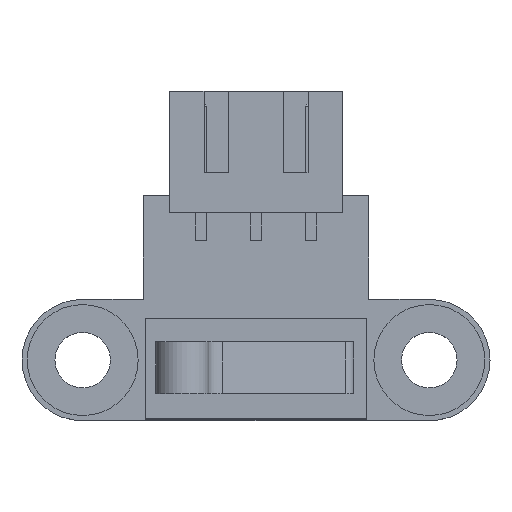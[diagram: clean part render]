
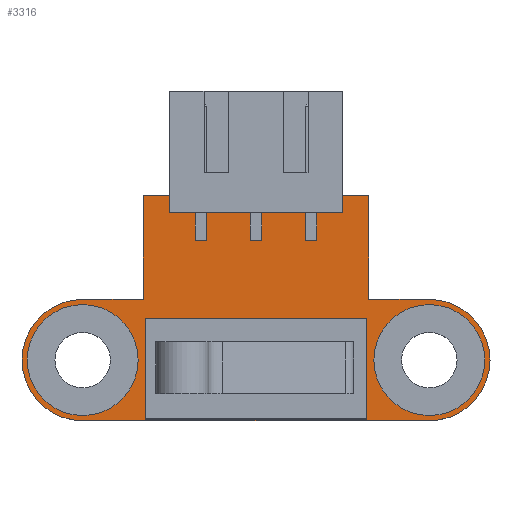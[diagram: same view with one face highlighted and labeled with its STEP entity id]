
A CAD part, top view. The second image highlights one B-rep face of the part: STEP entity #3316.
In plain terms, the highlighted planar face has unit normal (0, 0, 1).
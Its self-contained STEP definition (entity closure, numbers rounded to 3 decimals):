
#28=FACE_BOUND('',#568,.T.);
#29=FACE_BOUND('',#569,.T.);
#30=FACE_BOUND('',#570,.T.);
#31=FACE_BOUND('',#571,.T.);
#32=FACE_BOUND('',#572,.T.);
#33=FACE_BOUND('',#573,.T.);
#201=PLANE('',#3536);
#377=FACE_OUTER_BOUND('',#567,.T.);
#567=EDGE_LOOP('',(#2913,#2914,#2915,#2916,#2917,#2918,#2919,#2920,#2921,
#2922,#2923,#2924));
#568=EDGE_LOOP('',(#2925,#2926,#2927,#2928));
#569=EDGE_LOOP('',(#2929));
#570=EDGE_LOOP('',(#2930));
#571=EDGE_LOOP('',(#2931,#2932,#2933,#2934));
#572=EDGE_LOOP('',(#2935,#2936,#2937,#2938));
#573=EDGE_LOOP('',(#2939,#2940,#2941,#2942));
#796=LINE('',#4817,#1196);
#802=LINE('',#4828,#1202);
#806=LINE('',#4836,#1206);
#814=LINE('',#4857,#1214);
#882=LINE('',#5028,#1282);
#902=LINE('',#5067,#1302);
#915=LINE('',#5089,#1315);
#928=LINE('',#5116,#1328);
#930=LINE('',#5120,#1330);
#933=LINE('',#5126,#1333);
#936=LINE('',#5131,#1336);
#938=LINE('',#5137,#1338);
#942=LINE('',#5144,#1342);
#945=LINE('',#5150,#1345);
#948=LINE('',#5154,#1348);
#949=LINE('',#5159,#1349);
#954=LINE('',#5167,#1354);
#955=LINE('',#5170,#1355);
#958=LINE('',#5175,#1358);
#964=LINE('',#5193,#1364);
#967=LINE('',#5199,#1367);
#970=LINE('',#5204,#1370);
#973=LINE('',#5209,#1373);
#974=LINE('',#5212,#1374);
#977=LINE('',#5218,#1377);
#981=LINE('',#5229,#1381);
#1196=VECTOR('',#3959,10.);
#1202=VECTOR('',#3969,10.);
#1206=VECTOR('',#3977,10.);
#1214=VECTOR('',#4001,10.);
#1282=VECTOR('',#4151,10.);
#1302=VECTOR('',#4191,10.);
#1315=VECTOR('',#4206,10.);
#1328=VECTOR('',#4237,10.);
#1330=VECTOR('',#4241,10.);
#1333=VECTOR('',#4246,10.);
#1336=VECTOR('',#4251,10.);
#1338=VECTOR('',#4257,10.);
#1342=VECTOR('',#4263,10.);
#1345=VECTOR('',#4268,10.);
#1348=VECTOR('',#4273,10.);
#1349=VECTOR('',#4278,10.);
#1354=VECTOR('',#4285,10.);
#1355=VECTOR('',#4288,10.);
#1358=VECTOR('',#4293,10.);
#1364=VECTOR('',#4313,10.);
#1367=VECTOR('',#4318,10.);
#1370=VECTOR('',#4323,10.);
#1373=VECTOR('',#4326,10.);
#1374=VECTOR('',#4329,10.);
#1377=VECTOR('',#4334,10.);
#1381=VECTOR('',#4346,10.);
#1404=CIRCLE('',#3460,3.2);
#1407=CIRCLE('',#3465,3.2);
#1409=CIRCLE('',#3525,3.5);
#1411=CIRCLE('',#3533,3.5);
#1559=VERTEX_POINT('',#4814);
#1560=VERTEX_POINT('',#4816);
#1563=VERTEX_POINT('',#4826);
#1565=VERTEX_POINT('',#4834);
#1578=VERTEX_POINT('',#4880);
#1581=VERTEX_POINT('',#4889);
#1631=VERTEX_POINT('',#5025);
#1632=VERTEX_POINT('',#5027);
#1641=VERTEX_POINT('',#5066);
#1649=VERTEX_POINT('',#5087);
#1653=VERTEX_POINT('',#5113);
#1654=VERTEX_POINT('',#5115);
#1655=VERTEX_POINT('',#5119);
#1657=VERTEX_POINT('',#5125);
#1659=VERTEX_POINT('',#5135);
#1660=VERTEX_POINT('',#5136);
#1662=VERTEX_POINT('',#5143);
#1664=VERTEX_POINT('',#5149);
#1665=VERTEX_POINT('',#5157);
#1666=VERTEX_POINT('',#5158);
#1668=VERTEX_POINT('',#5165);
#1669=VERTEX_POINT('',#5169);
#1671=VERTEX_POINT('',#5183);
#1672=VERTEX_POINT('',#5184);
#1675=VERTEX_POINT('',#5192);
#1677=VERTEX_POINT('',#5198);
#1680=VERTEX_POINT('',#5207);
#1681=VERTEX_POINT('',#5211);
#1683=VERTEX_POINT('',#5217);
#1685=VERTEX_POINT('',#5223);
#1912=EDGE_CURVE('',#1560,#1559,#796,.T.);
#1918=EDGE_CURVE('',#1559,#1563,#802,.T.);
#1922=EDGE_CURVE('',#1563,#1565,#806,.T.);
#1932=EDGE_CURVE('',#1565,#1560,#814,.T.);
#1943=EDGE_CURVE('',#1578,#1578,#1404,.T.);
#1947=EDGE_CURVE('',#1581,#1581,#1407,.T.);
#2012=EDGE_CURVE('',#1632,#1631,#882,.T.);
#2032=EDGE_CURVE('',#1631,#1641,#902,.T.);
#2045=EDGE_CURVE('',#1641,#1649,#915,.T.);
#2058=EDGE_CURVE('',#1654,#1653,#928,.T.);
#2060=EDGE_CURVE('',#1653,#1655,#930,.T.);
#2063=EDGE_CURVE('',#1655,#1657,#933,.T.);
#2066=EDGE_CURVE('',#1657,#1654,#936,.T.);
#2068=EDGE_CURVE('',#1659,#1660,#938,.T.);
#2072=EDGE_CURVE('',#1660,#1662,#942,.T.);
#2075=EDGE_CURVE('',#1662,#1664,#945,.T.);
#2078=EDGE_CURVE('',#1664,#1659,#948,.T.);
#2079=EDGE_CURVE('',#1665,#1666,#949,.T.);
#2084=EDGE_CURVE('',#1666,#1668,#954,.T.);
#2085=EDGE_CURVE('',#1668,#1669,#955,.T.);
#2088=EDGE_CURVE('',#1669,#1665,#958,.T.);
#2092=EDGE_CURVE('',#1671,#1672,#1409,.T.);
#2096=EDGE_CURVE('',#1672,#1675,#964,.T.);
#2099=EDGE_CURVE('',#1675,#1677,#967,.T.);
#2102=EDGE_CURVE('',#1677,#1632,#970,.T.);
#2105=EDGE_CURVE('',#1649,#1680,#973,.T.);
#2106=EDGE_CURVE('',#1681,#1680,#974,.T.);
#2109=EDGE_CURVE('',#1683,#1681,#977,.T.);
#2112=EDGE_CURVE('',#1683,#1685,#1411,.T.);
#2115=EDGE_CURVE('',#1685,#1671,#981,.T.);
#2913=ORIENTED_EDGE('',*,*,#2045,.T.);
#2914=ORIENTED_EDGE('',*,*,#2105,.T.);
#2915=ORIENTED_EDGE('',*,*,#2106,.F.);
#2916=ORIENTED_EDGE('',*,*,#2109,.F.);
#2917=ORIENTED_EDGE('',*,*,#2112,.T.);
#2918=ORIENTED_EDGE('',*,*,#2115,.T.);
#2919=ORIENTED_EDGE('',*,*,#2092,.T.);
#2920=ORIENTED_EDGE('',*,*,#2096,.T.);
#2921=ORIENTED_EDGE('',*,*,#2099,.T.);
#2922=ORIENTED_EDGE('',*,*,#2102,.T.);
#2923=ORIENTED_EDGE('',*,*,#2012,.T.);
#2924=ORIENTED_EDGE('',*,*,#2032,.T.);
#2925=ORIENTED_EDGE('',*,*,#1912,.T.);
#2926=ORIENTED_EDGE('',*,*,#1918,.T.);
#2927=ORIENTED_EDGE('',*,*,#1922,.T.);
#2928=ORIENTED_EDGE('',*,*,#1932,.T.);
#2929=ORIENTED_EDGE('',*,*,#1943,.T.);
#2930=ORIENTED_EDGE('',*,*,#1947,.T.);
#2931=ORIENTED_EDGE('',*,*,#2058,.T.);
#2932=ORIENTED_EDGE('',*,*,#2060,.T.);
#2933=ORIENTED_EDGE('',*,*,#2063,.T.);
#2934=ORIENTED_EDGE('',*,*,#2066,.T.);
#2935=ORIENTED_EDGE('',*,*,#2068,.T.);
#2936=ORIENTED_EDGE('',*,*,#2072,.T.);
#2937=ORIENTED_EDGE('',*,*,#2075,.T.);
#2938=ORIENTED_EDGE('',*,*,#2078,.T.);
#2939=ORIENTED_EDGE('',*,*,#2079,.T.);
#2940=ORIENTED_EDGE('',*,*,#2084,.T.);
#2941=ORIENTED_EDGE('',*,*,#2085,.T.);
#2942=ORIENTED_EDGE('',*,*,#2088,.T.);
#3316=ADVANCED_FACE('',(#377,#28,#29,#30,#31,#32,#33),#201,.T.);
#3460=AXIS2_PLACEMENT_3D('',#4882,#4031,#4032);
#3465=AXIS2_PLACEMENT_3D('',#4891,#4042,#4043);
#3525=AXIS2_PLACEMENT_3D('',#5185,#4305,#4306);
#3533=AXIS2_PLACEMENT_3D('',#5224,#4339,#4340);
#3536=AXIS2_PLACEMENT_3D('',#5231,#4348,#4349);
#3959=DIRECTION('',(0.,1.,0.));
#3969=DIRECTION('',(1.,0.,0.));
#3977=DIRECTION('',(0.,-1.,0.));
#4001=DIRECTION('',(-1.,0.,0.));
#4031=DIRECTION('center_axis',(0.,0.,-1.));
#4032=DIRECTION('ref_axis',(1.,0.,0.));
#4042=DIRECTION('center_axis',(0.,0.,-1.));
#4043=DIRECTION('ref_axis',(1.,0.,0.));
#4151=DIRECTION('',(0.,-1.,0.));
#4191=DIRECTION('',(-1.,0.,0.));
#4206=DIRECTION('',(0.,1.,0.));
#4237=DIRECTION('',(1.,0.,0.));
#4241=DIRECTION('',(0.,-1.,0.));
#4246=DIRECTION('',(-1.,0.,0.));
#4251=DIRECTION('',(0.,1.,0.));
#4257=DIRECTION('',(0.,-1.,0.));
#4263=DIRECTION('',(-1.,0.,0.));
#4268=DIRECTION('',(0.,1.,0.));
#4273=DIRECTION('',(1.,0.,0.));
#4278=DIRECTION('',(0.,1.,0.));
#4285=DIRECTION('',(1.,0.,0.));
#4288=DIRECTION('',(0.,-1.,0.));
#4293=DIRECTION('',(-1.,0.,0.));
#4305=DIRECTION('center_axis',(0.,0.,1.));
#4306=DIRECTION('ref_axis',(0.,-1.,0.));
#4313=DIRECTION('',(-1.,0.,0.));
#4318=DIRECTION('',(0.,1.,0.));
#4323=DIRECTION('',(-1.,0.,0.));
#4326=DIRECTION('',(-1.,0.,0.));
#4329=DIRECTION('',(0.,1.,0.));
#4334=DIRECTION('',(1.,0.,0.));
#4339=DIRECTION('center_axis',(0.,0.,1.));
#4340=DIRECTION('ref_axis',(0.,1.,0.));
#4346=DIRECTION('',(1.,0.,0.));
#4348=DIRECTION('center_axis',(0.,0.,1.));
#4349=DIRECTION('ref_axis',(1.,0.,0.));
#4814=CARTESIAN_POINT('',(-6.4,5.9,0.));
#4816=CARTESIAN_POINT('',(-6.4,0.1,0.));
#4817=CARTESIAN_POINT('',(-6.4,6.2,0.));
#4826=CARTESIAN_POINT('',(6.4,5.9,0.));
#4828=CARTESIAN_POINT('',(3.2,5.9,0.));
#4834=CARTESIAN_POINT('',(6.4,0.1,0.));
#4836=CARTESIAN_POINT('',(6.4,3.3,0.));
#4857=CARTESIAN_POINT('',(-3.2,0.1,0.));
#4880=CARTESIAN_POINT('',(6.8,3.5,0.));
#4882=CARTESIAN_POINT('Origin',(10.,3.5,0.));
#4889=CARTESIAN_POINT('',(-13.2,3.5,0.));
#4891=CARTESIAN_POINT('Origin',(-10.,3.5,0.));
#5025=CARTESIAN_POINT('',(5.,12.,0.));
#5027=CARTESIAN_POINT('',(5.,13.,0.));
#5028=CARTESIAN_POINT('',(5.,9.25,0.));
#5066=CARTESIAN_POINT('',(-5.,12.,0.));
#5067=CARTESIAN_POINT('',(-2.5,12.,0.));
#5087=CARTESIAN_POINT('',(-5.,13.,0.));
#5089=CARTESIAN_POINT('',(-5.,12.75,0.));
#5113=CARTESIAN_POINT('',(3.515,11.05,0.));
#5115=CARTESIAN_POINT('',(2.865,11.05,0.));
#5116=CARTESIAN_POINT('',(1.758,11.05,0.));
#5119=CARTESIAN_POINT('',(3.515,10.4,0.));
#5120=CARTESIAN_POINT('',(3.515,8.45,0.));
#5125=CARTESIAN_POINT('',(2.865,10.4,0.));
#5126=CARTESIAN_POINT('',(1.433,10.4,0.));
#5131=CARTESIAN_POINT('',(2.865,8.775,0.));
#5135=CARTESIAN_POINT('',(0.325,11.05,0.));
#5136=CARTESIAN_POINT('',(0.325,10.4,0.));
#5137=CARTESIAN_POINT('',(0.325,8.45,0.));
#5143=CARTESIAN_POINT('',(-0.325,10.4,0.));
#5144=CARTESIAN_POINT('',(-0.163,10.4,0.));
#5149=CARTESIAN_POINT('',(-0.325,11.05,0.));
#5150=CARTESIAN_POINT('',(-0.325,8.775,0.));
#5154=CARTESIAN_POINT('',(0.163,11.05,0.));
#5157=CARTESIAN_POINT('',(-3.515,10.4,0.));
#5158=CARTESIAN_POINT('',(-3.515,11.05,0.));
#5159=CARTESIAN_POINT('',(-3.515,8.775,0.));
#5165=CARTESIAN_POINT('',(-2.865,11.05,0.));
#5167=CARTESIAN_POINT('',(-1.433,11.05,0.));
#5169=CARTESIAN_POINT('',(-2.865,10.4,0.));
#5170=CARTESIAN_POINT('',(-2.865,8.45,0.));
#5175=CARTESIAN_POINT('',(-1.758,10.4,0.));
#5183=CARTESIAN_POINT('',(10.,0.,0.));
#5184=CARTESIAN_POINT('',(10.,7.,0.));
#5185=CARTESIAN_POINT('Origin',(10.,3.5,0.));
#5192=CARTESIAN_POINT('',(6.5,7.,0.));
#5193=CARTESIAN_POINT('',(10.,7.,0.));
#5198=CARTESIAN_POINT('',(6.5,13.,0.));
#5199=CARTESIAN_POINT('',(6.5,7.,0.));
#5204=CARTESIAN_POINT('',(6.5,13.,0.));
#5207=CARTESIAN_POINT('',(-6.5,13.,0.));
#5209=CARTESIAN_POINT('',(6.5,13.,0.));
#5211=CARTESIAN_POINT('',(-6.5,7.,0.));
#5212=CARTESIAN_POINT('',(-6.5,7.,0.));
#5217=CARTESIAN_POINT('',(-10.,7.,0.));
#5218=CARTESIAN_POINT('',(-10.,7.,0.));
#5223=CARTESIAN_POINT('',(-10.,0.,0.));
#5224=CARTESIAN_POINT('Origin',(-10.,3.5,0.));
#5229=CARTESIAN_POINT('',(0.,0.,0.));
#5231=CARTESIAN_POINT('Origin',(0.,6.5,0.));
